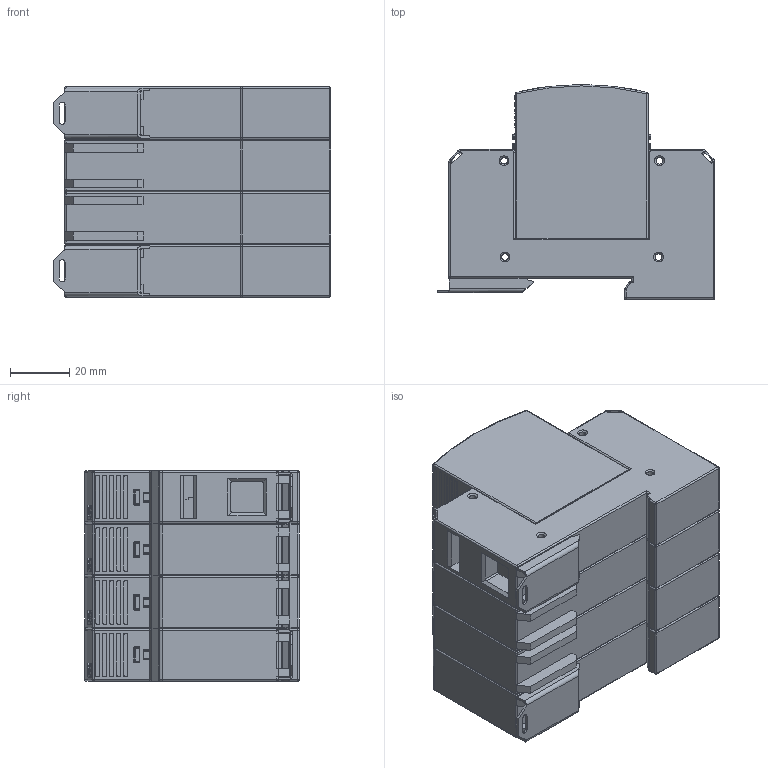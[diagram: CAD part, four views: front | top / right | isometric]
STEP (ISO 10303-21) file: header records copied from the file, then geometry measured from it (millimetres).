
FILE_DESCRIPTION((''),'2;1');
FILE_NAME('ETITEC_C_T2_4_0_RC_ASM','2021-03-02T',('marketing.praksa'),('Audax d.o.o.'),'CREO PARAMETRIC BY PTC INC, 2017480','CREO PARAMETRIC BY PTC INC, 2017480','');
FILE_SCHEMA(('AUTOMOTIVE_DESIGN { 1 0 10303 214 1 1 1 1 }'));
Products named in the file (40): PRT0060; PRT0061; PRT0062; PRT0063; BAZA_1TE_B2S_RC_ZASKOK_19_2__15; BAZA_1TE_B2S_RC_ZASKOK_19_3__15; PRT0045_1_1_2_3_1_1_2_3_4; PRT0049_1_1_2_3_1_1_2_3_4; PRT0050_1_1_2_3_1_1_2_3_4; PRT0051_1_1_2_3_1_1_2_3_4; TMP_DWG_65_1_1_1_2_1_2_3_1_2_14; TMP_DWG_65_1_2_1_2_1_2_3_1_2_14; TMP_DWG_65_1_3_1_2_1_2_3_1_2_14; PRT0045_1_1_2_3_4_5_1_1; PRT0049_1_1_2_3_4_5_1_1; PRT0050_1_1_2_3_4_5_1_1; PRT0045_1_1_1_1_1; PRT0049_1_1_1_1_1; PRT0050_1_1_1_1_1; TMP_DWG_65_1_1_1_2_1_2_3_1_2_16; TMP_DWG_65_1_2_1_2_1_2_3_1_2_16; TMP_DWG_65_1_3_1_2_1_2_3_1_2_16; BAZA_1TE_B2S_RC_ZASKOK_19_2___2; BAZA_1TE_B2S_RC_ZASKOK_19_3___2; TMP_DWG_65_1_1_1_2_1_2_3_1_2_15; TMP_DWG_65_1_2_1_2_1_2_3_1_2_15; TMP_DWG_65_1_3_1_2_1_2_3_1_2_15; BAZA_1TE_B2S_RC_ZASKOK_19_2__16; BAZA_1TE_B2S_RC_ZASKOK_19_3__16; PRT0045_1_1_2_3_4_5_6_1; PRT0046_1_1_2_3_4_5_6_1; PRT0049_1_1_2_3_4_5_6_1; PRT0050_1_1_2_3_4_5_6_1; PRT0051_1_1_2_3_4_5_6_1; TMP_DWG_65_1_1_1_2_1_2_3_1_2_17; TMP_DWG_65_1_2_1_2_1_2_3_1_2_17; TMP_DWG_65_1_3_1_2_1_2_3_1_2_17; BAZA_1TE_B2S_RC_ZASKOK_19_2___3; BAZA_1TE_B2S_RC_ZASKOK_19_3___3; ETITEC_C_T2_4_0_RC_ASM
Assembly tree (39 placements, depth 2):
  ETITEC_C_T2_4_0_RC_ASM
    PRT0060
    PRT0061
    PRT0062
    PRT0063
    BAZA_1TE_B2S_RC_ZASKOK_19_2__15
    BAZA_1TE_B2S_RC_ZASKOK_19_3__15
    PRT0045_1_1_2_3_1_1_2_3_4
    PRT0049_1_1_2_3_1_1_2_3_4
    PRT0050_1_1_2_3_1_1_2_3_4
    PRT0051_1_1_2_3_1_1_2_3_4
    TMP_DWG_65_1_1_1_2_1_2_3_1_2_14
    TMP_DWG_65_1_2_1_2_1_2_3_1_2_14
    TMP_DWG_65_1_3_1_2_1_2_3_1_2_14
    PRT0045_1_1_2_3_4_5_1_1
    PRT0049_1_1_2_3_4_5_1_1
    PRT0050_1_1_2_3_4_5_1_1
    PRT0045_1_1_1_1_1
    PRT0049_1_1_1_1_1
    PRT0050_1_1_1_1_1
    TMP_DWG_65_1_1_1_2_1_2_3_1_2_16
    TMP_DWG_65_1_2_1_2_1_2_3_1_2_16
    TMP_DWG_65_1_3_1_2_1_2_3_1_2_16
    BAZA_1TE_B2S_RC_ZASKOK_19_2___2
    BAZA_1TE_B2S_RC_ZASKOK_19_3___2
    TMP_DWG_65_1_1_1_2_1_2_3_1_2_15
    TMP_DWG_65_1_2_1_2_1_2_3_1_2_15
    TMP_DWG_65_1_3_1_2_1_2_3_1_2_15
    BAZA_1TE_B2S_RC_ZASKOK_19_2__16
    BAZA_1TE_B2S_RC_ZASKOK_19_3__16
    PRT0045_1_1_2_3_4_5_6_1
    PRT0046_1_1_2_3_4_5_6_1
    PRT0049_1_1_2_3_4_5_6_1
    PRT0050_1_1_2_3_4_5_6_1
    PRT0051_1_1_2_3_4_5_6_1
    TMP_DWG_65_1_1_1_2_1_2_3_1_2_17
    TMP_DWG_65_1_2_1_2_1_2_3_1_2_17
    TMP_DWG_65_1_3_1_2_1_2_3_1_2_17
    BAZA_1TE_B2S_RC_ZASKOK_19_2___3
    BAZA_1TE_B2S_RC_ZASKOK_19_3___3
Bounding box: 93.9 x 72.7 x 71.2 mm (x, y, z)
Volume: 352380.7 mm3; surface area: 94718.2 mm2
Topology: 39 solids, 39 shells, 2221 faces, 5912 edges, 3803 vertices
Faces by surface type: plane 1179, cylinder 710, cone 112, torus 102, sphere 66, bspline 52
Entity records: 92341 total; most frequent: CARTESIAN_POINT 16100, ORIENTED_EDGE 11692, DIRECTION 11596, PRESENTATION_STYLE_ASSIGNMENT 5885, STYLED_ITEM 5885, CURVE_STYLE 5846, EDGE_CURVE 5846, AXIS2_PLACEMENT_3D 4008
